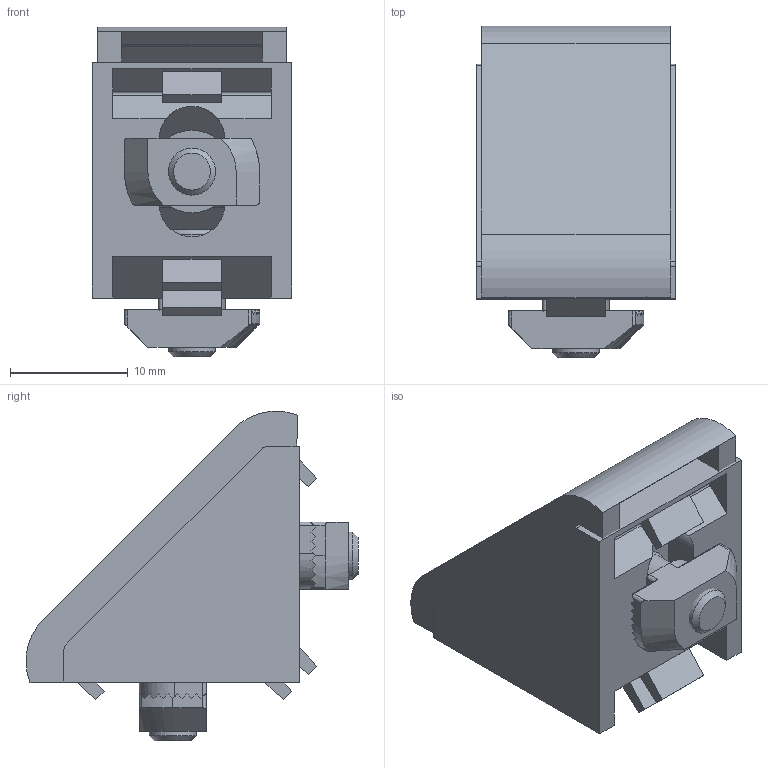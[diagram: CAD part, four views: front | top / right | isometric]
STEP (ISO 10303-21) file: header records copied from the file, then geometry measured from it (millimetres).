
FILE_DESCRIPTION(/* description */ ('STEP AP214'),/* implementation_level */ '2;1');
FILE_NAME(/* name */ '093W201N05S01(high)',/* time_stamp */ '2025-01-22T09:52:37+01:00',/* author */ ('License CC BY-ND 4.0'),/* organization */ ('CADENAS'),/* preprocessor_version */ 'ST-DEVELOPER v19.3',/* originating_system */ 'PARTsolutions',/* authorisation */ ' ');
FILE_SCHEMA (('AUTOMOTIVE_DESIGN {1 0 10303 214 3 1 1}'));
Length unit declared in the file: millimetre
Products named in the file (5): 093W201N05S01(high); 093W201N05S01a_high; 093W201N05S01cc_high; 093W201N05S01sc_high; 093W201N05S01n_high
Assembly tree (6 placements, depth 2):
  093W201N05S01(high)
    093W201N05S01a_high
    093W201N05S01cc_high
    093W201N05S01sc_high  x2
    093W201N05S01n_high  x2
Bounding box: 17 x 28.23 x 28.03 mm (x, y, z)
Volume: 4036.4 mm3; surface area: 4847.9 mm2
Topology: 6 solids, 6 shells, 280 faces, 771 edges, 512 vertices
Faces by surface type: plane 200, cylinder 70, torus 4, bspline 4, cone 2
Full cylindrical faces by diameter (mm): 3.242 x2, 4 x2, 7 x2
Entity records: 7299 total; most frequent: CARTESIAN_POINT 1228, DIRECTION 1169, ORIENTED_EDGE 1164, EDGE_CURVE 582, LINE 421, VECTOR 421, VERTEX_POINT 391, AXIS2_PLACEMENT_3D 374
